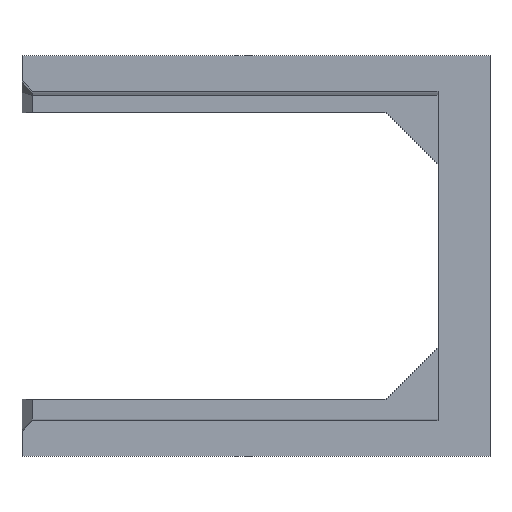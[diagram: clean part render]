
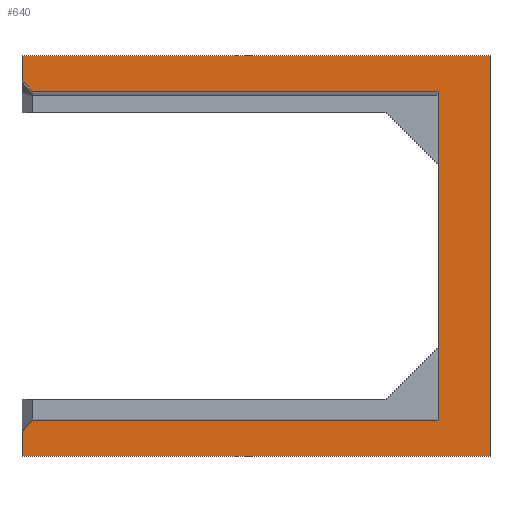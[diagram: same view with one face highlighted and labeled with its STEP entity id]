
A CAD part, top view. The second image highlights one B-rep face of the part: STEP entity #640.
In plain terms, the highlighted planar face has unit normal (0, 0, 1).
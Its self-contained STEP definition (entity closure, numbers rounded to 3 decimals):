
#48=FACE_OUTER_BOUND('',#82,.T.);
#82=EDGE_LOOP('',(#540,#541,#542,#543,#544,#545,#546,#547,#548,#549));
#104=LINE('',#895,#191);
#109=LINE('',#904,#196);
#117=LINE('',#922,#204);
#134=LINE('',#955,#221);
#154=LINE('',#995,#241);
#158=LINE('',#1002,#245);
#164=LINE('',#1015,#251);
#166=LINE('',#1019,#253);
#167=LINE('',#1021,#254);
#168=LINE('',#1022,#255);
#191=VECTOR('',#728,10.);
#196=VECTOR('',#735,10.);
#204=VECTOR('',#749,10.);
#221=VECTOR('',#776,10.);
#241=VECTOR('',#810,10.);
#245=VECTOR('',#818,10.);
#251=VECTOR('',#834,10.);
#253=VECTOR('',#838,10.);
#254=VECTOR('',#839,10.);
#255=VECTOR('',#840,10.);
#273=VERTEX_POINT('',#892);
#274=VERTEX_POINT('',#894);
#277=VERTEX_POINT('',#902);
#283=VERTEX_POINT('',#919);
#284=VERTEX_POINT('',#921);
#295=VERTEX_POINT('',#953);
#308=VERTEX_POINT('',#993);
#311=VERTEX_POINT('',#1013);
#312=VERTEX_POINT('',#1018);
#313=VERTEX_POINT('',#1020);
#333=EDGE_CURVE('',#273,#274,#104,.T.);
#338=EDGE_CURVE('',#277,#273,#109,.F.);
#346=EDGE_CURVE('',#283,#284,#117,.T.);
#363=EDGE_CURVE('',#295,#283,#134,.F.);
#383=EDGE_CURVE('',#308,#295,#154,.F.);
#387=EDGE_CURVE('',#308,#274,#158,.T.);
#393=EDGE_CURVE('',#311,#277,#164,.F.);
#395=EDGE_CURVE('',#311,#312,#166,.T.);
#396=EDGE_CURVE('',#312,#313,#167,.T.);
#397=EDGE_CURVE('',#284,#313,#168,.F.);
#540=ORIENTED_EDGE('',*,*,#333,.F.);
#541=ORIENTED_EDGE('',*,*,#338,.F.);
#542=ORIENTED_EDGE('',*,*,#393,.F.);
#543=ORIENTED_EDGE('',*,*,#395,.T.);
#544=ORIENTED_EDGE('',*,*,#396,.T.);
#545=ORIENTED_EDGE('',*,*,#397,.F.);
#546=ORIENTED_EDGE('',*,*,#346,.F.);
#547=ORIENTED_EDGE('',*,*,#363,.F.);
#548=ORIENTED_EDGE('',*,*,#383,.F.);
#549=ORIENTED_EDGE('',*,*,#387,.T.);
#606=PLANE('',#689);
#640=ADVANCED_FACE('',(#48),#606,.T.);
#689=AXIS2_PLACEMENT_3D('',#1017,#836,#837);
#728=DIRECTION('',(0.707,0.708,0.));
#735=DIRECTION('',(0.,-1.,0.));
#749=DIRECTION('',(-0.707,0.708,0.));
#776=DIRECTION('',(1.,0.,0.));
#810=DIRECTION('',(0.,-1.,0.));
#818=DIRECTION('',(-1.,0.,0.));
#834=DIRECTION('',(1.,0.,0.));
#836=DIRECTION('center_axis',(0.,0.,1.));
#837=DIRECTION('ref_axis',(0.,1.,0.));
#838=DIRECTION('',(0.,1.,0.));
#839=DIRECTION('',(-1.,0.,0.));
#840=DIRECTION('',(0.,-1.,0.));
#892=CARTESIAN_POINT('',(-11.,-16.844,-8.15));
#894=CARTESIAN_POINT('',(-10.,-15.842,-8.15));
#895=CARTESIAN_POINT('',(8.646,2.829,-8.15));
#902=CARTESIAN_POINT('',(-11.,-19.267,-8.15));
#904=CARTESIAN_POINT('',(-11.,-0.408,-8.15));
#919=CARTESIAN_POINT('',(-10.,15.842,-8.15));
#921=CARTESIAN_POINT('',(-11.,16.844,-8.15));
#922=CARTESIAN_POINT('',(0.818,5.009,-8.15));
#953=CARTESIAN_POINT('',(29.,15.842,-8.15));
#955=CARTESIAN_POINT('',(34.,15.842,-8.15));
#993=CARTESIAN_POINT('',(29.,-15.842,-8.15));
#995=CARTESIAN_POINT('',(29.,7.913,-8.15));
#1002=CARTESIAN_POINT('',(34.,-15.842,-8.15));
#1013=CARTESIAN_POINT('',(34.,-19.267,-8.15));
#1015=CARTESIAN_POINT('',(34.,-19.267,-8.15));
#1017=CARTESIAN_POINT('Origin',(34.,15.7,-8.15));
#1018=CARTESIAN_POINT('',(34.,19.267,-8.15));
#1019=CARTESIAN_POINT('',(34.,16.108,-8.15));
#1020=CARTESIAN_POINT('',(-11.,19.267,-8.15));
#1021=CARTESIAN_POINT('',(34.,19.267,-8.15));
#1022=CARTESIAN_POINT('',(-11.,16.108,-8.15));
